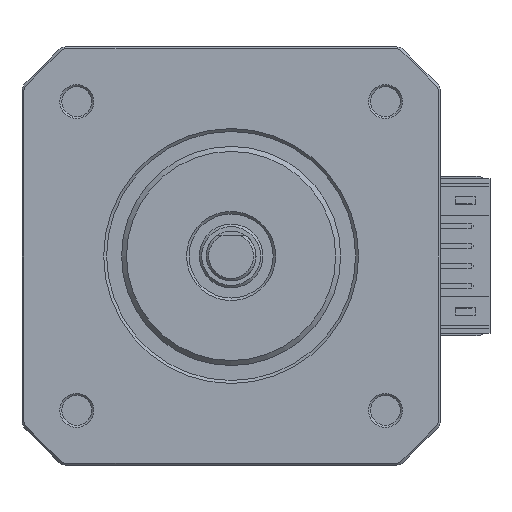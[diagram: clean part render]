
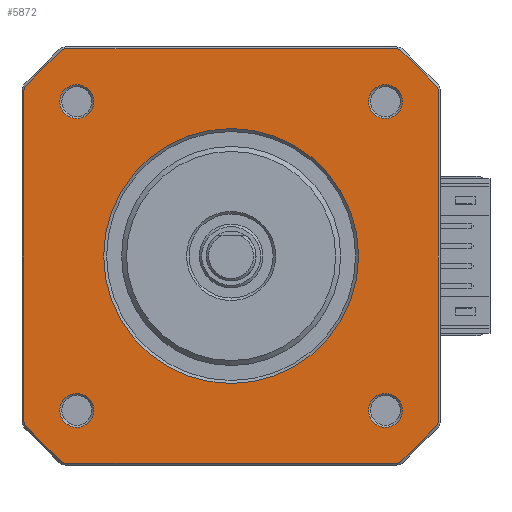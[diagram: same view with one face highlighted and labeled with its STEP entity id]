
A CAD part, front view. The second image highlights one B-rep face of the part: STEP entity #5872.
In plain terms, the highlighted planar face has unit normal (0, -1, 0).
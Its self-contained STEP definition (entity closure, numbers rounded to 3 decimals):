
#382=FACE_BOUND('',#798,.T.);
#383=FACE_BOUND('',#799,.T.);
#384=FACE_BOUND('',#800,.T.);
#385=FACE_BOUND('',#801,.T.);
#386=FACE_BOUND('',#802,.T.);
#443=FACE_OUTER_BOUND('',#797,.T.);
#797=EDGE_LOOP('',(#3905,#3906,#3907,#3908,#3909,#3910,#3911,#3912,#3913,
#3914,#3915,#3916,#3917,#3918,#3919,#3920));
#798=EDGE_LOOP('',(#3921));
#799=EDGE_LOOP('',(#3922));
#800=EDGE_LOOP('',(#3923));
#801=EDGE_LOOP('',(#3924));
#802=EDGE_LOOP('',(#3925));
#1212=CIRCLE('',#6386,0.8);
#1213=CIRCLE('',#6387,0.8);
#1214=CIRCLE('',#6388,0.8);
#1215=CIRCLE('',#6389,0.8);
#1216=CIRCLE('',#6390,0.8);
#1217=CIRCLE('',#6391,0.8);
#1218=CIRCLE('',#6392,0.8);
#1219=CIRCLE('',#6393,0.8);
#1220=CIRCLE('',#6394,12.8);
#1221=CIRCLE('',#6395,1.699);
#1222=CIRCLE('',#6396,1.699);
#1223=CIRCLE('',#6397,1.699);
#1224=CIRCLE('',#6398,1.699);
#1520=LINE('',#8946,#1990);
#1521=LINE('',#8950,#1991);
#1522=LINE('',#8954,#1992);
#1523=LINE('',#8958,#1993);
#1524=LINE('',#8962,#1994);
#1525=LINE('',#8966,#1995);
#1526=LINE('',#8970,#1996);
#1527=LINE('',#8974,#1997);
#1990=VECTOR('',#7085,1.);
#1991=VECTOR('',#7088,1.);
#1992=VECTOR('',#7091,1.);
#1993=VECTOR('',#7094,1.);
#1994=VECTOR('',#7097,1.);
#1995=VECTOR('',#7100,1.);
#1996=VECTOR('',#7103,1.);
#1997=VECTOR('',#7106,1.);
#2460=VERTEX_POINT('',#8944);
#2461=VERTEX_POINT('',#8945);
#2462=VERTEX_POINT('',#8947);
#2463=VERTEX_POINT('',#8949);
#2464=VERTEX_POINT('',#8951);
#2465=VERTEX_POINT('',#8953);
#2466=VERTEX_POINT('',#8955);
#2467=VERTEX_POINT('',#8957);
#2468=VERTEX_POINT('',#8959);
#2469=VERTEX_POINT('',#8961);
#2470=VERTEX_POINT('',#8963);
#2471=VERTEX_POINT('',#8965);
#2472=VERTEX_POINT('',#8967);
#2473=VERTEX_POINT('',#8969);
#2474=VERTEX_POINT('',#8971);
#2475=VERTEX_POINT('',#8973);
#2476=VERTEX_POINT('',#8976);
#2477=VERTEX_POINT('',#8978);
#2478=VERTEX_POINT('',#8980);
#2479=VERTEX_POINT('',#8982);
#2480=VERTEX_POINT('',#8984);
#3027=EDGE_CURVE('',#2460,#2461,#1520,.T.);
#3028=EDGE_CURVE('',#2460,#2462,#1212,.T.);
#3029=EDGE_CURVE('',#2462,#2463,#1521,.T.);
#3030=EDGE_CURVE('',#2463,#2464,#1213,.T.);
#3031=EDGE_CURVE('',#2465,#2464,#1522,.T.);
#3032=EDGE_CURVE('',#2465,#2466,#1214,.T.);
#3033=EDGE_CURVE('',#2467,#2466,#1523,.T.);
#3034=EDGE_CURVE('',#2467,#2468,#1215,.T.);
#3035=EDGE_CURVE('',#2469,#2468,#1524,.T.);
#3036=EDGE_CURVE('',#2470,#2469,#1216,.T.);
#3037=EDGE_CURVE('',#2471,#2470,#1525,.T.);
#3038=EDGE_CURVE('',#2472,#2471,#1217,.T.);
#3039=EDGE_CURVE('',#2473,#2472,#1526,.T.);
#3040=EDGE_CURVE('',#2474,#2473,#1218,.T.);
#3041=EDGE_CURVE('',#2475,#2474,#1527,.T.);
#3042=EDGE_CURVE('',#2461,#2475,#1219,.T.);
#3043=EDGE_CURVE('',#2476,#2476,#1220,.T.);
#3044=EDGE_CURVE('',#2477,#2477,#1221,.T.);
#3045=EDGE_CURVE('',#2478,#2478,#1222,.T.);
#3046=EDGE_CURVE('',#2479,#2479,#1223,.T.);
#3047=EDGE_CURVE('',#2480,#2480,#1224,.T.);
#3905=ORIENTED_EDGE('',*,*,#3027,.F.);
#3906=ORIENTED_EDGE('',*,*,#3028,.T.);
#3907=ORIENTED_EDGE('',*,*,#3029,.T.);
#3908=ORIENTED_EDGE('',*,*,#3030,.T.);
#3909=ORIENTED_EDGE('',*,*,#3031,.F.);
#3910=ORIENTED_EDGE('',*,*,#3032,.T.);
#3911=ORIENTED_EDGE('',*,*,#3033,.F.);
#3912=ORIENTED_EDGE('',*,*,#3034,.T.);
#3913=ORIENTED_EDGE('',*,*,#3035,.F.);
#3914=ORIENTED_EDGE('',*,*,#3036,.F.);
#3915=ORIENTED_EDGE('',*,*,#3037,.F.);
#3916=ORIENTED_EDGE('',*,*,#3038,.F.);
#3917=ORIENTED_EDGE('',*,*,#3039,.F.);
#3918=ORIENTED_EDGE('',*,*,#3040,.F.);
#3919=ORIENTED_EDGE('',*,*,#3041,.F.);
#3920=ORIENTED_EDGE('',*,*,#3042,.F.);
#3921=ORIENTED_EDGE('',*,*,#3043,.F.);
#3922=ORIENTED_EDGE('',*,*,#3044,.F.);
#3923=ORIENTED_EDGE('',*,*,#3045,.F.);
#3924=ORIENTED_EDGE('',*,*,#3046,.F.);
#3925=ORIENTED_EDGE('',*,*,#3047,.F.);
#5661=PLANE('',#6385);
#5872=ADVANCED_FACE('',(#443,#382,#383,#384,#385,#386),#5661,.F.);
#6385=AXIS2_PLACEMENT_3D('',#8943,#7083,#7084);
#6386=AXIS2_PLACEMENT_3D('',#8948,#7086,#7087);
#6387=AXIS2_PLACEMENT_3D('',#8952,#7089,#7090);
#6388=AXIS2_PLACEMENT_3D('',#8956,#7092,#7093);
#6389=AXIS2_PLACEMENT_3D('',#8960,#7095,#7096);
#6390=AXIS2_PLACEMENT_3D('',#8964,#7098,#7099);
#6391=AXIS2_PLACEMENT_3D('',#8968,#7101,#7102);
#6392=AXIS2_PLACEMENT_3D('',#8972,#7104,#7105);
#6393=AXIS2_PLACEMENT_3D('',#8975,#7107,#7108);
#6394=AXIS2_PLACEMENT_3D('',#8977,#7109,#7110);
#6395=AXIS2_PLACEMENT_3D('',#8979,#7111,#7112);
#6396=AXIS2_PLACEMENT_3D('',#8981,#7113,#7114);
#6397=AXIS2_PLACEMENT_3D('',#8983,#7115,#7116);
#6398=AXIS2_PLACEMENT_3D('',#8985,#7117,#7118);
#7083=DIRECTION('center_axis',(0.,1.,0.));
#7084=DIRECTION('ref_axis',(0.,0.,1.));
#7085=DIRECTION('',(1.,0.,0.));
#7086=DIRECTION('center_axis',(0.,-1.,0.));
#7087=DIRECTION('ref_axis',(0.,0.,1.));
#7088=DIRECTION('',(-0.707,0.,-0.707));
#7089=DIRECTION('center_axis',(0.,-1.,0.));
#7090=DIRECTION('ref_axis',(-0.707,0.,0.707));
#7091=DIRECTION('',(0.,0.,1.));
#7092=DIRECTION('center_axis',(0.,-1.,0.));
#7093=DIRECTION('ref_axis',(-1.,0.,0.));
#7094=DIRECTION('',(-0.707,0.,0.707));
#7095=DIRECTION('center_axis',(0.,-1.,0.));
#7096=DIRECTION('ref_axis',(-0.707,0.,-0.707));
#7097=DIRECTION('',(-1.,0.,0.));
#7098=DIRECTION('center_axis',(0.,1.,0.));
#7099=DIRECTION('ref_axis',(0.707,0.,-0.707));
#7100=DIRECTION('',(-0.707,0.,-0.707));
#7101=DIRECTION('center_axis',(0.,1.,0.));
#7102=DIRECTION('ref_axis',(1.,0.,0.));
#7103=DIRECTION('',(0.,0.,-1.));
#7104=DIRECTION('center_axis',(0.,1.,0.));
#7105=DIRECTION('ref_axis',(0.707,0.,0.707));
#7106=DIRECTION('',(0.707,0.,-0.707));
#7107=DIRECTION('center_axis',(0.,1.,0.));
#7108=DIRECTION('ref_axis',(0.,0.,1.));
#7109=DIRECTION('center_axis',(0.,-1.,0.));
#7110=DIRECTION('ref_axis',(1.,0.,0.));
#7111=DIRECTION('center_axis',(0.,-1.,0.));
#7112=DIRECTION('ref_axis',(1.,0.,0.));
#7113=DIRECTION('center_axis',(0.,-1.,0.));
#7114=DIRECTION('ref_axis',(1.,0.,0.));
#7115=DIRECTION('center_axis',(0.,-1.,0.));
#7116=DIRECTION('ref_axis',(1.,0.,0.));
#7117=DIRECTION('center_axis',(0.,-1.,0.));
#7118=DIRECTION('ref_axis',(1.,0.,0.));
#8943=CARTESIAN_POINT('Origin',(0.,-10.,0.));
#8944=CARTESIAN_POINT('',(-16.586,-10.,20.8));
#8945=CARTESIAN_POINT('',(16.586,-10.,20.8));
#8946=CARTESIAN_POINT('',(-10.5,-10.,20.8));
#8947=CARTESIAN_POINT('',(-17.151,-10.,20.566));
#8948=CARTESIAN_POINT('Origin',(-16.586,-10.,20.));
#8949=CARTESIAN_POINT('',(-20.566,-10.,17.151));
#8950=CARTESIAN_POINT('',(-18.859,-10.,18.859));
#8951=CARTESIAN_POINT('',(-20.8,-10.,16.586));
#8952=CARTESIAN_POINT('Origin',(-20.,-10.,16.586));
#8953=CARTESIAN_POINT('',(-20.8,-10.,-16.586));
#8954=CARTESIAN_POINT('',(-20.8,-10.,-10.5));
#8955=CARTESIAN_POINT('',(-20.566,-10.,-17.151));
#8956=CARTESIAN_POINT('Origin',(-20.,-10.,-16.586));
#8957=CARTESIAN_POINT('',(-17.151,-10.,-20.566));
#8958=CARTESIAN_POINT('',(-18.859,-10.,-18.859));
#8959=CARTESIAN_POINT('',(-16.586,-10.,-20.8));
#8960=CARTESIAN_POINT('Origin',(-16.586,-10.,-20.));
#8961=CARTESIAN_POINT('',(16.586,-10.,-20.8));
#8962=CARTESIAN_POINT('',(10.5,-10.,-20.8));
#8963=CARTESIAN_POINT('',(17.151,-10.,-20.566));
#8964=CARTESIAN_POINT('Origin',(16.586,-10.,-20.));
#8965=CARTESIAN_POINT('',(20.566,-10.,-17.151));
#8966=CARTESIAN_POINT('',(18.859,-10.,-18.859));
#8967=CARTESIAN_POINT('',(20.8,-10.,-16.586));
#8968=CARTESIAN_POINT('Origin',(20.,-10.,-16.586));
#8969=CARTESIAN_POINT('',(20.8,-10.,16.586));
#8970=CARTESIAN_POINT('',(20.8,-10.,10.5));
#8971=CARTESIAN_POINT('',(20.566,-10.,17.151));
#8972=CARTESIAN_POINT('Origin',(20.,-10.,16.586));
#8973=CARTESIAN_POINT('',(17.151,-10.,20.566));
#8974=CARTESIAN_POINT('',(18.859,-10.,18.859));
#8975=CARTESIAN_POINT('Origin',(16.586,-10.,20.));
#8976=CARTESIAN_POINT('',(-12.8,-10.,0.));
#8977=CARTESIAN_POINT('Origin',(0.,-10.,0.));
#8978=CARTESIAN_POINT('',(-17.199,-10.,15.5));
#8979=CARTESIAN_POINT('Origin',(-15.5,-10.,15.5));
#8980=CARTESIAN_POINT('',(-17.199,-10.,-15.5));
#8981=CARTESIAN_POINT('Origin',(-15.5,-10.,-15.5));
#8982=CARTESIAN_POINT('',(13.801,-10.,-15.5));
#8983=CARTESIAN_POINT('Origin',(15.5,-10.,-15.5));
#8984=CARTESIAN_POINT('',(13.801,-10.,15.5));
#8985=CARTESIAN_POINT('Origin',(15.5,-10.,15.5));
